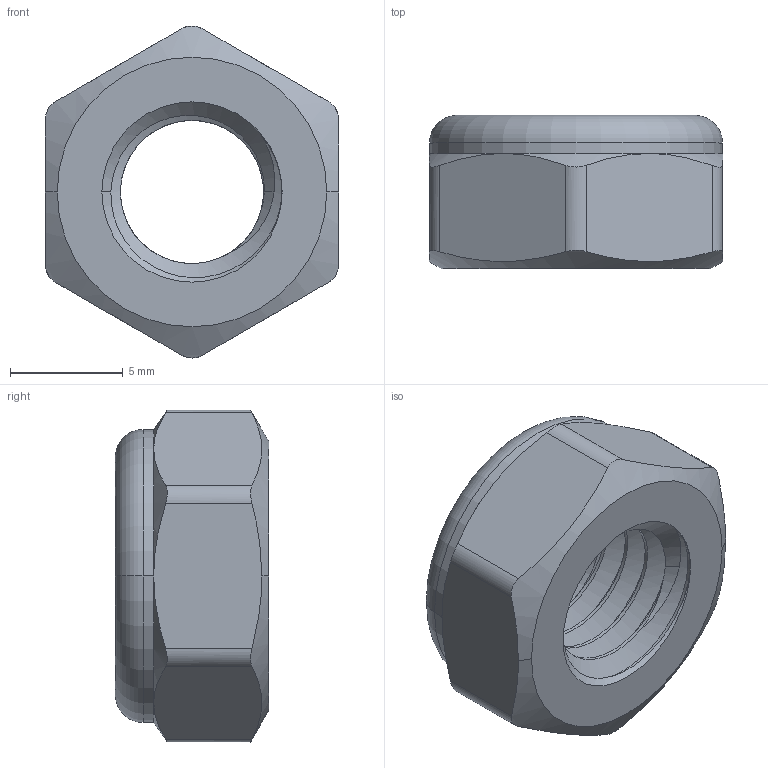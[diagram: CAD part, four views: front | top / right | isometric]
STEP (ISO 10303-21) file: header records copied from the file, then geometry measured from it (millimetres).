
FILE_DESCRIPTION (( 'STEP AP203' ), '1' );
FILE_NAME ('90453A115_Low-Profile Nylon-Insert Locknuts.STEP', '2023-02-02T20:14:31', ( 'Administrator' ), ( 'Managed by Terraform' ), 'SwSTEP 2.0', 'SolidWorks 2017', '' );
FILE_SCHEMA (( 'CONFIG_CONTROL_DESIGN' ));
Length unit declared in the file: millimetre
Products named in the file (1): 90453A115_Low-Profile Nylon-Insert Locknuts
Bounding box: 13 x 6.8 x 14.73 mm (x, y, z)
Volume: 662.9 mm3; surface area: 934.5 mm2
Topology: 2 solids, 2 shells, 53 faces, 132 edges, 84 vertices
Faces by surface type: cylinder 26, plane 11, cone 11, bspline 3, torus 2
Entity records: 2670 total; most frequent: CARTESIAN_POINT 1448, ORIENTED_EDGE 264, DIRECTION 206, EDGE_CURVE 132, AXIS2_PLACEMENT_3D 85, VERTEX_POINT 84, EDGE_LOOP 58, ADVANCED_FACE 53
